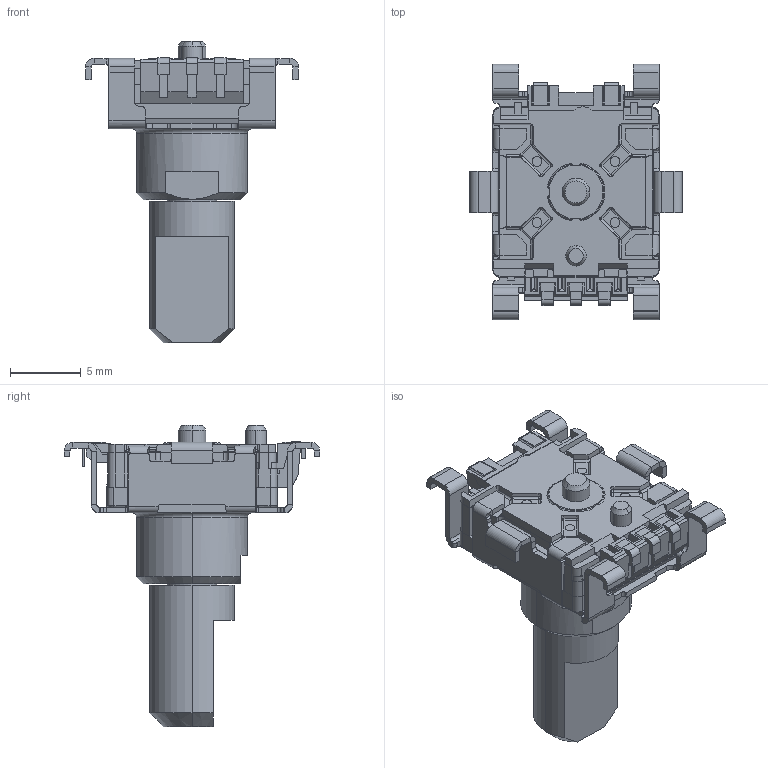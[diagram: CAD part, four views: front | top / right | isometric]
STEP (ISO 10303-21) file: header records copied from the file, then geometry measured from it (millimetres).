
FILE_DESCRIPTION (( 'STEP AP214' ), '1' );
FILE_NAME ('RK1191110001.STEP', '2021-02-02T12:30:42', ( '' ), ( '' ), 'SwSTEP 2.0', 'SolidWorks 2018', '' );
FILE_SCHEMA (( 'AUTOMOTIVE_DESIGN' ));
Length unit declared in the file: millimetre
Products named in the file (1): RK1191110001
Bounding box: 15 x 18 x 21.26 mm (x, y, z)
Volume: 1192 mm3; surface area: 1311.8 mm2
Topology: 1 solids, 1 shells, 867 faces, 2287 edges, 1398 vertices
Faces by surface type: plane 556, cylinder 252, bspline 20, sphere 18, cone 12, torus 9
Entity records: 31420 total; most frequent: CARTESIAN_POINT 5477, ORIENTED_EDGE 4538, DIRECTION 4254, EDGE_CURVE 2269, VECTOR 1642, LINE 1642, VERTEX_POINT 1398, AXIS2_PLACEMENT_3D 1306
